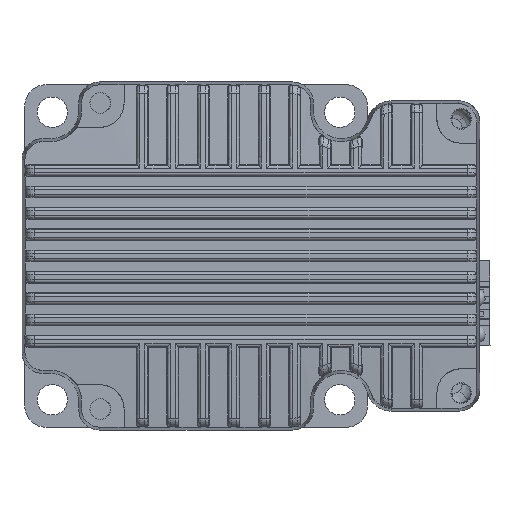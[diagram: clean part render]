
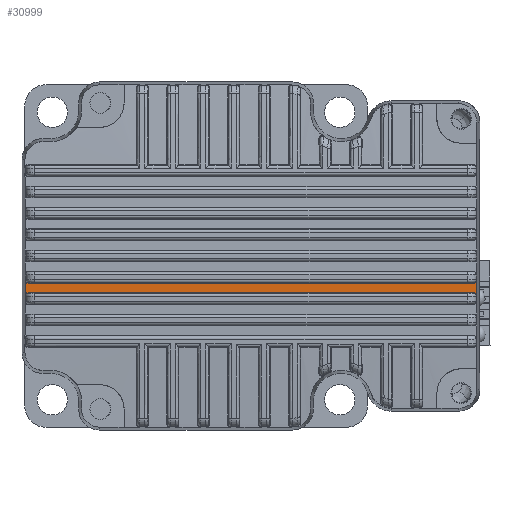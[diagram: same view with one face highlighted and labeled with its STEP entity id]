
A CAD part, front view. The second image highlights one B-rep face of the part: STEP entity #30999.
In plain terms, the highlighted cylindrical face has radius 272.359 mm (diameter 544.717 mm), a partial arc.
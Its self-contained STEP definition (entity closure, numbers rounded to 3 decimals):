
#1157 = B_SPLINE_CURVE_WITH_KNOTS ( 'NONE', 3,
 ( #23522, #17194, #32708, #26654, #7847, #29821 ),
 .UNSPECIFIED., .F., .F.,
 ( 4, 2, 4 ),
 ( 0., 0., 0.001 ),
 .UNSPECIFIED. ) ;
#1739 = CARTESIAN_POINT ( 'NONE',  ( 56.886, -108.11, 56.747 ) ) ;
#2127 = CARTESIAN_POINT ( 'NONE',  ( 184.931, -108.114, 57.1 ) ) ;
#2933 = CARTESIAN_POINT ( 'NONE',  ( 56.647, -108.115, 57.154 ) ) ;
#3139 =( BOUNDED_CURVE ( )  B_SPLINE_CURVE ( 3, ( #17395, #1739, #26828, #8028 ),
 .UNSPECIFIED., .F., .F. ) 
 B_SPLINE_CURVE_WITH_KNOTS ( ( 4, 4 ),
 ( 0.015, 0.024 ),
 .UNSPECIFIED. ) 
 CURVE ( )  GEOMETRIC_REPRESENTATION_ITEM ( )  RATIONAL_B_SPLINE_CURVE ( ( 1., 1., 1., 1. ) ) 
 REPRESENTATION_ITEM ( '' )  );
#3502 = VERTEX_POINT ( 'NONE', #12059 ) ;
#4022 = EDGE_LOOP ( 'NONE', ( #18692, #16998, #7493, #16755, #9494, #38707, #37835, #33352 ) ) ;
#4518 = EDGE_CURVE ( 'NONE', #18948, #17148, #15926, .T. ) ;
#5913 = CARTESIAN_POINT ( 'NONE',  ( 56.886, -108.122, 57.6 ) ) ;
#6091 = CARTESIAN_POINT ( 'NONE',  ( 56.386, -108.114, 57.1 ) ) ;
#6384 = B_SPLINE_CURVE_WITH_KNOTS ( 'NONE', 3,
 ( #23484, #20336, #26622, #7818, #29788, #10972 ),
 .UNSPECIFIED., .F., .F.,
 ( 4, 2, 4 ),
 ( 0., 0., 0.001 ),
 .UNSPECIFIED. ) ;
#6892 = EDGE_CURVE ( 'NONE', #3502, #8378, #16045, .T. ) ;
#7400 = CARTESIAN_POINT ( 'NONE',  ( 56.886, -108.073, 55.042 ) ) ;
#7485 = CARTESIAN_POINT ( 'NONE',  ( -17.212, -108.076, 55.174 ) ) ;
#7493 = ORIENTED_EDGE ( 'NONE', *, *, #37938, .T. ) ;
#7818 = CARTESIAN_POINT ( 'NONE',  ( 56.648, -108.083, 55.487 ) ) ;
#7847 = CARTESIAN_POINT ( 'NONE',  ( -17.211, -108.12, 57.468 ) ) ;
#8028 = CARTESIAN_POINT ( 'NONE',  ( 56.886, -108.073, 55.042 ) ) ;
#8378 = VERTEX_POINT ( 'NONE', #33015 ) ;
#9412 = FACE_OUTER_BOUND ( 'NONE', #4022, .T. ) ;
#9494 = ORIENTED_EDGE ( 'NONE', *, *, #29551, .F. ) ;
#9869 = VERTEX_POINT ( 'NONE', #5913 ) ;
#10631 = CARTESIAN_POINT ( 'NONE',  ( -16.973, -108.083, 55.487 ) ) ;
#10972 = CARTESIAN_POINT ( 'NONE',  ( 56.386, -108.084, 55.541 ) ) ;
#12059 = CARTESIAN_POINT ( 'NONE',  ( -17.212, -108.073, 55.042 ) ) ;
#12483 = VERTEX_POINT ( 'NONE', #7400 ) ;
#12689 = DIRECTION ( 'NONE',  ( 0., 0., 1. ) ) ;
#13298 = EDGE_CURVE ( 'NONE', #17148, #14795, #1157, .T. ) ;
#13476 =( BOUNDED_CURVE ( )  B_SPLINE_CURVE ( 3, ( #37933, #31782, #16138, #38050 ),
 .UNSPECIFIED., .F., .F. ) 
 B_SPLINE_CURVE_WITH_KNOTS ( ( 4, 4 ),
 ( 3.118, 3.127 ),
 .UNSPECIFIED. ) 
 CURVE ( )  GEOMETRIC_REPRESENTATION_ITEM ( )  RATIONAL_B_SPLINE_CURVE ( ( 1., 1., 1., 1. ) ) 
 REPRESENTATION_ITEM ( '' )  );
#13796 = CARTESIAN_POINT ( 'NONE',  ( -16.712, -108.084, 55.541 ) ) ;
#14795 = VERTEX_POINT ( 'NONE', #33495 ) ;
#15080 = CARTESIAN_POINT ( 'NONE',  ( 56.386, -108.084, 55.541 ) ) ;
#15419 = CARTESIAN_POINT ( 'NONE',  ( 56.886, -108.122, 57.6 ) ) ;
#15926 = LINE ( 'NONE', #2127, #25266 ) ;
#16045 = B_SPLINE_CURVE_WITH_KNOTS ( 'NONE', 3,
 ( #26295, #7485, #29468, #10631, #32642, #13796 ),
 .UNSPECIFIED., .F., .F.,
 ( 4, 2, 4 ),
 ( 0., 0., 0.001 ),
 .UNSPECIFIED. ) ;
#16138 = CARTESIAN_POINT ( 'NONE',  ( -17.211, -108.11, 56.747 ) ) ;
#16755 = ORIENTED_EDGE ( 'NONE', *, *, #18169, .F. ) ;
#16998 = ORIENTED_EDGE ( 'NONE', *, *, #6892, .T. ) ;
#17148 = VERTEX_POINT ( 'NONE', #23557 ) ;
#17194 = CARTESIAN_POINT ( 'NONE',  ( -16.843, -108.114, 57.1 ) ) ;
#17395 = CARTESIAN_POINT ( 'NONE',  ( 56.886, -108.122, 57.6 ) ) ;
#17468 = DIRECTION ( 'NONE',  ( 1., 0., 0. ) ) ;
#18169 = EDGE_CURVE ( 'NONE', #12483, #31900, #6384, .T. ) ;
#18692 = ORIENTED_EDGE ( 'NONE', *, *, #32563, .F. ) ;
#18948 = VERTEX_POINT ( 'NONE', #30827 ) ;
#19041 = CARTESIAN_POINT ( 'NONE',  ( 184.931, 164.208, 61.57 ) ) ;
#20336 = CARTESIAN_POINT ( 'NONE',  ( 56.886, -108.076, 55.174 ) ) ;
#20597 = LINE ( 'NONE', #36225, #30907 ) ;
#21763 = CARTESIAN_POINT ( 'NONE',  ( 56.831, -108.118, 57.339 ) ) ;
#21817 = AXIS2_PLACEMENT_3D ( 'NONE', #19041, #34659, #12689 ) ;
#23484 = CARTESIAN_POINT ( 'NONE',  ( 56.886, -108.073, 55.042 ) ) ;
#23522 = CARTESIAN_POINT ( 'NONE',  ( -16.711, -108.114, 57.1 ) ) ;
#23557 = CARTESIAN_POINT ( 'NONE',  ( -16.711, -108.114, 57.1 ) ) ;
#24887 = CARTESIAN_POINT ( 'NONE',  ( 56.518, -108.114, 57.1 ) ) ;
#25134 = CYLINDRICAL_SURFACE ( 'NONE', #21817, 272.359 ) ;
#25266 = VECTOR ( 'NONE', #30385, 1000. ) ;
#26295 = CARTESIAN_POINT ( 'NONE',  ( -17.212, -108.073, 55.042 ) ) ;
#26547 = EDGE_CURVE ( 'NONE', #9869, #18948, #35571, .T. ) ;
#26622 = CARTESIAN_POINT ( 'NONE',  ( 56.832, -108.079, 55.303 ) ) ;
#26654 = CARTESIAN_POINT ( 'NONE',  ( -17.157, -108.118, 57.339 ) ) ;
#26828 = CARTESIAN_POINT ( 'NONE',  ( 56.886, -108.093, 55.894 ) ) ;
#29468 = CARTESIAN_POINT ( 'NONE',  ( -17.158, -108.079, 55.303 ) ) ;
#29551 = EDGE_CURVE ( 'NONE', #9869, #12483, #3139, .T. ) ;
#29788 = CARTESIAN_POINT ( 'NONE',  ( 56.518, -108.084, 55.541 ) ) ;
#29821 = CARTESIAN_POINT ( 'NONE',  ( -17.211, -108.122, 57.6 ) ) ;
#30385 = DIRECTION ( 'NONE',  ( -1., 0., 0. ) ) ;
#30827 = CARTESIAN_POINT ( 'NONE',  ( 56.386, -108.114, 57.1 ) ) ;
#30907 = VECTOR ( 'NONE', #17468, 1000. ) ;
#30999 = ADVANCED_FACE ( 'NONE', ( #9412 ), #25134, .T. ) ;
#31782 = CARTESIAN_POINT ( 'NONE',  ( -17.211, -108.093, 55.894 ) ) ;
#31900 = VERTEX_POINT ( 'NONE', #15080 ) ;
#32563 = EDGE_CURVE ( 'NONE', #3502, #14795, #13476, .T. ) ;
#32642 = CARTESIAN_POINT ( 'NONE',  ( -16.844, -108.084, 55.541 ) ) ;
#32708 = CARTESIAN_POINT ( 'NONE',  ( -16.972, -108.115, 57.154 ) ) ;
#33015 = CARTESIAN_POINT ( 'NONE',  ( -16.712, -108.084, 55.541 ) ) ;
#33352 = ORIENTED_EDGE ( 'NONE', *, *, #13298, .T. ) ;
#33495 = CARTESIAN_POINT ( 'NONE',  ( -17.211, -108.122, 57.6 ) ) ;
#34659 = DIRECTION ( 'NONE',  ( -1., 0., 0. ) ) ;
#35571 = B_SPLINE_CURVE_WITH_KNOTS ( 'NONE', 3,
 ( #15419, #40477, #21763, #2933, #24887, #6091 ),
 .UNSPECIFIED., .F., .F.,
 ( 4, 2, 4 ),
 ( 0., 0., 0.001 ),
 .UNSPECIFIED. ) ;
#36225 = CARTESIAN_POINT ( 'NONE',  ( 184.931, -108.084, 55.541 ) ) ;
#37835 = ORIENTED_EDGE ( 'NONE', *, *, #4518, .T. ) ;
#37933 = CARTESIAN_POINT ( 'NONE',  ( -17.212, -108.073, 55.042 ) ) ;
#37938 = EDGE_CURVE ( 'NONE', #8378, #31900, #20597, .T. ) ;
#38050 = CARTESIAN_POINT ( 'NONE',  ( -17.211, -108.122, 57.6 ) ) ;
#38707 = ORIENTED_EDGE ( 'NONE', *, *, #26547, .T. ) ;
#40477 = CARTESIAN_POINT ( 'NONE',  ( 56.886, -108.12, 57.468 ) ) ;
